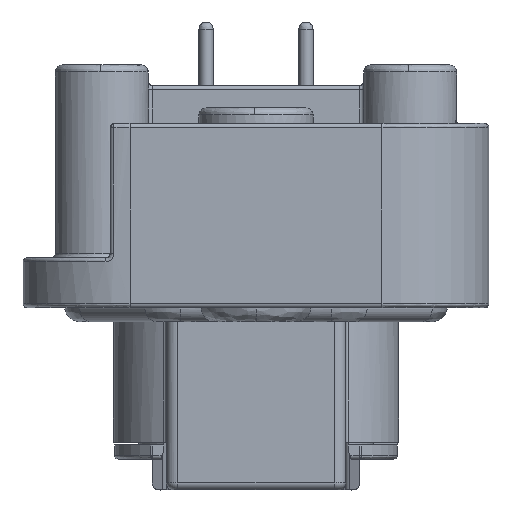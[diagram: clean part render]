
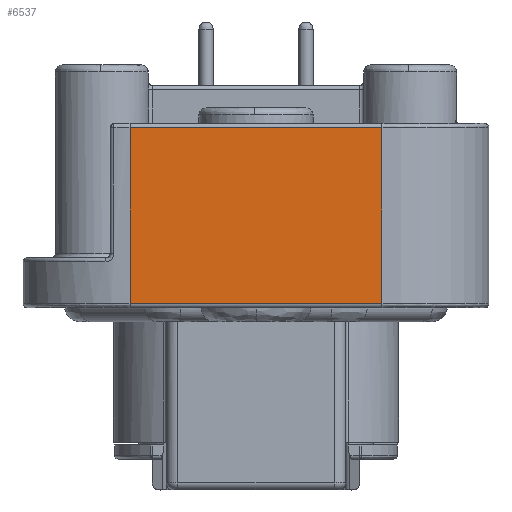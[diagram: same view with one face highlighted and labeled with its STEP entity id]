
A CAD part, front view. The second image highlights one B-rep face of the part: STEP entity #6537.
In plain terms, the highlighted planar face has unit normal (0, -1, 0).
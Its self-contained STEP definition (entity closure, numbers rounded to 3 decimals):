
#2192 = CARTESIAN_POINT ( 'NONE',  ( -8.95, -26.28, -37.589 ) ) ;
#2761 = EDGE_CURVE ( 'NONE', #4814, #9421, #16827, .T. ) ;
#4079 = VECTOR ( 'NONE', #39693, 1000. ) ;
#4814 = VERTEX_POINT ( 'NONE', #13411 ) ;
#5179 = CARTESIAN_POINT ( 'NONE',  ( -16.55, -26.28, 22.65 ) ) ;
#5677 = EDGE_CURVE ( 'NONE', #9421, #8634, #23122, .T. ) ;
#6295 = EDGE_CURVE ( 'NONE', #4814, #28907, #21623, .T. ) ;
#6537 = ADVANCED_FACE ( 'NONE', ( #7062 ), #23955, .T. ) ;
#6963 = EDGE_CURVE ( 'NONE', #28907, #8634, #20755, .T. ) ;
#7062 = FACE_OUTER_BOUND ( 'NONE', #39623, .T. ) ;
#7921 = CARTESIAN_POINT ( 'NONE',  ( -16.55, -26.28, 22.35 ) ) ;
#8634 = VERTEX_POINT ( 'NONE', #21595 ) ;
#9421 = VERTEX_POINT ( 'NONE', #11874 ) ;
#10338 = ORIENTED_EDGE ( 'NONE', *, *, #5677, .T. ) ;
#11852 = CARTESIAN_POINT ( 'NONE',  ( -8.95, -26.28, 9.85 ) ) ;
#11874 = CARTESIAN_POINT ( 'NONE',  ( 8.95, -26.28, 22.35 ) ) ;
#13272 = VECTOR ( 'NONE', #16396, 1000. ) ;
#13411 = CARTESIAN_POINT ( 'NONE',  ( 8.95, -26.28, 9.85 ) ) ;
#14232 = DIRECTION ( 'NONE',  ( -1., 0., 0. ) ) ;
#16396 = DIRECTION ( 'NONE',  ( -1., 0., 0. ) ) ;
#16827 = LINE ( 'NONE', #18944, #17811 ) ;
#17811 = VECTOR ( 'NONE', #22154, 1000. ) ;
#17888 = DIRECTION ( 'NONE',  ( 0., -1., 0. ) ) ;
#18944 = CARTESIAN_POINT ( 'NONE',  ( 8.95, -26.28, 22.65 ) ) ;
#20755 = LINE ( 'NONE', #2192, #4079 ) ;
#21595 = CARTESIAN_POINT ( 'NONE',  ( -8.95, -26.28, 22.35 ) ) ;
#21623 = LINE ( 'NONE', #32138, #13272 ) ;
#22154 = DIRECTION ( 'NONE',  ( 0., 0., 1. ) ) ;
#23122 = LINE ( 'NONE', #7921, #34931 ) ;
#23955 = PLANE ( 'NONE',  #35389 ) ;
#28907 = VERTEX_POINT ( 'NONE', #11852 ) ;
#30437 = DIRECTION ( 'NONE',  ( 0., 0., -1. ) ) ;
#32138 = CARTESIAN_POINT ( 'NONE',  ( 9.125, -26.28, 9.85 ) ) ;
#32402 = ORIENTED_EDGE ( 'NONE', *, *, #6295, .F. ) ;
#33265 = ORIENTED_EDGE ( 'NONE', *, *, #6963, .F. ) ;
#34931 = VECTOR ( 'NONE', #14232, 1000. ) ;
#35389 = AXIS2_PLACEMENT_3D ( 'NONE', #5179, #17888, #30437 ) ;
#37387 = ORIENTED_EDGE ( 'NONE', *, *, #2761, .T. ) ;
#39623 = EDGE_LOOP ( 'NONE', ( #37387, #10338, #33265, #32402 ) ) ;
#39693 = DIRECTION ( 'NONE',  ( 0., 0., 1. ) ) ;
